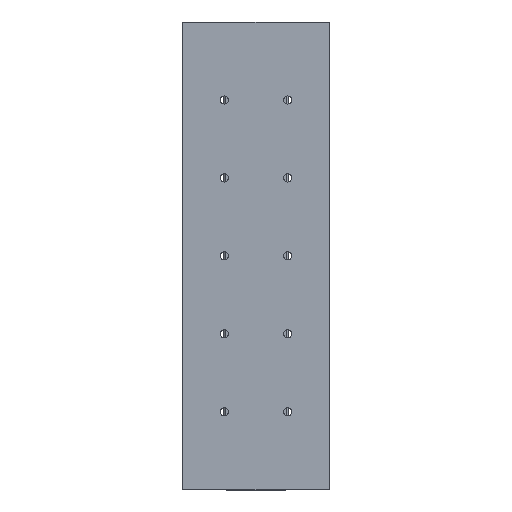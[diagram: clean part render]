
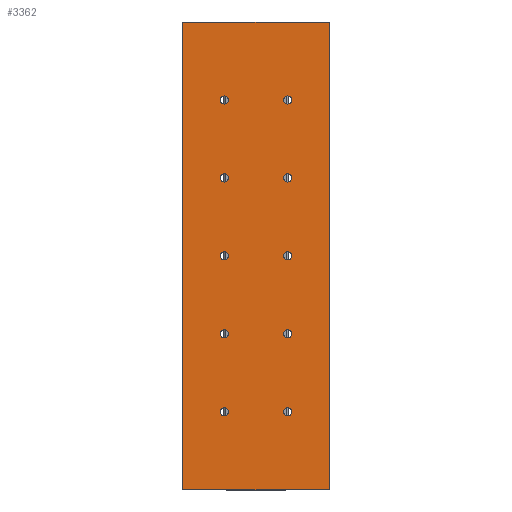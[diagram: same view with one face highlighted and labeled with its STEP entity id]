
A CAD part, top view. The second image highlights one B-rep face of the part: STEP entity #3362.
In plain terms, the highlighted planar face has unit normal (0, 0, 1).
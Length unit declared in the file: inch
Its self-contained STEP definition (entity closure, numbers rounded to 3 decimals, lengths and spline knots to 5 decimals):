
#2076=CARTESIAN_POINT('',(-0.709,-4.0,0.549));
#2077=VERTEX_POINT('',#2076);
#2093=CARTESIAN_POINT('',(-0.916,-4.0,0.549));
#2094=VERTEX_POINT('',#2093);
#2101=CARTESIAN_POINT('',(-0.8125,-4.0,0.549));
#2102=DIRECTION('',(0.0,0.0,-1.0));
#2103=DIRECTION('',(1.0,0.0,0.0));
#2104=AXIS2_PLACEMENT_3D('',#2101,#2102,#2103);
#2105=CIRCLE('',#2104,0.1035);
#2106=EDGE_CURVE('',#2077,#2094,#2105,.T.);
#2139=CARTESIAN_POINT('',(0.916,4.0,0.549));
#2140=VERTEX_POINT('',#2139);
#2156=CARTESIAN_POINT('',(0.709,4.0,0.549));
#2157=VERTEX_POINT('',#2156);
#2164=CARTESIAN_POINT('',(0.8125,4.0,0.549));
#2165=DIRECTION('',(0.0,0.0,-1.0));
#2166=DIRECTION('',(1.0,0.0,0.0));
#2167=AXIS2_PLACEMENT_3D('',#2164,#2165,#2166);
#2168=CIRCLE('',#2167,0.1035);
#2169=EDGE_CURVE('',#2140,#2157,#2168,.T.);
#2202=CARTESIAN_POINT('',(0.916,-4.0,0.549));
#2203=VERTEX_POINT('',#2202);
#2219=CARTESIAN_POINT('',(0.709,-4.0,0.549));
#2220=VERTEX_POINT('',#2219);
#2227=CARTESIAN_POINT('',(0.8125,-4.0,0.549));
#2228=DIRECTION('',(0.0,0.0,-1.0));
#2229=DIRECTION('',(1.0,0.0,0.0));
#2230=AXIS2_PLACEMENT_3D('',#2227,#2228,#2229);
#2231=CIRCLE('',#2230,0.1035);
#2232=EDGE_CURVE('',#2203,#2220,#2231,.T.);
#2265=CARTESIAN_POINT('',(-0.709,-2.0,0.549));
#2266=VERTEX_POINT('',#2265);
#2282=CARTESIAN_POINT('',(-0.916,-2.0,0.549));
#2283=VERTEX_POINT('',#2282);
#2290=CARTESIAN_POINT('',(-0.8125,-2.0,0.549));
#2291=DIRECTION('',(0.0,0.0,-1.0));
#2292=DIRECTION('',(1.0,0.0,0.0));
#2293=AXIS2_PLACEMENT_3D('',#2290,#2291,#2292);
#2294=CIRCLE('',#2293,0.1035);
#2295=EDGE_CURVE('',#2266,#2283,#2294,.T.);
#2328=CARTESIAN_POINT('',(0.916,-2.0,0.549));
#2329=VERTEX_POINT('',#2328);
#2345=CARTESIAN_POINT('',(0.709,-2.0,0.549));
#2346=VERTEX_POINT('',#2345);
#2353=CARTESIAN_POINT('',(0.8125,-2.0,0.549));
#2354=DIRECTION('',(0.0,0.0,-1.0));
#2355=DIRECTION('',(1.0,0.0,0.0));
#2356=AXIS2_PLACEMENT_3D('',#2353,#2354,#2355);
#2357=CIRCLE('',#2356,0.1035);
#2358=EDGE_CURVE('',#2329,#2346,#2357,.T.);
#2391=CARTESIAN_POINT('',(-0.709,0.0,0.549));
#2392=VERTEX_POINT('',#2391);
#2408=CARTESIAN_POINT('',(-0.916,0.,0.549));
#2409=VERTEX_POINT('',#2408);
#2416=CARTESIAN_POINT('',(-0.8125,0.0,0.549));
#2417=DIRECTION('',(0.0,0.0,-1.0));
#2418=DIRECTION('',(1.0,0.0,0.0));
#2419=AXIS2_PLACEMENT_3D('',#2416,#2417,#2418);
#2420=CIRCLE('',#2419,0.1035);
#2421=EDGE_CURVE('',#2392,#2409,#2420,.T.);
#2454=CARTESIAN_POINT('',(0.916,0.0,0.549));
#2455=VERTEX_POINT('',#2454);
#2471=CARTESIAN_POINT('',(0.709,0.,0.549));
#2472=VERTEX_POINT('',#2471);
#2479=CARTESIAN_POINT('',(0.8125,0.0,0.549));
#2480=DIRECTION('',(0.0,0.0,-1.0));
#2481=DIRECTION('',(1.0,0.0,0.0));
#2482=AXIS2_PLACEMENT_3D('',#2479,#2480,#2481);
#2483=CIRCLE('',#2482,0.1035);
#2484=EDGE_CURVE('',#2455,#2472,#2483,.T.);
#2517=CARTESIAN_POINT('',(-0.709,2.0,0.549));
#2518=VERTEX_POINT('',#2517);
#2534=CARTESIAN_POINT('',(-0.916,2.0,0.549));
#2535=VERTEX_POINT('',#2534);
#2542=CARTESIAN_POINT('',(-0.8125,2.0,0.549));
#2543=DIRECTION('',(0.0,0.0,-1.0));
#2544=DIRECTION('',(1.0,0.0,0.0));
#2545=AXIS2_PLACEMENT_3D('',#2542,#2543,#2544);
#2546=CIRCLE('',#2545,0.1035);
#2547=EDGE_CURVE('',#2518,#2535,#2546,.T.);
#2580=CARTESIAN_POINT('',(0.916,2.0,0.549));
#2581=VERTEX_POINT('',#2580);
#2597=CARTESIAN_POINT('',(0.709,2.0,0.549));
#2598=VERTEX_POINT('',#2597);
#2605=CARTESIAN_POINT('',(0.8125,2.0,0.549));
#2606=DIRECTION('',(0.0,0.0,-1.0));
#2607=DIRECTION('',(1.0,0.0,0.0));
#2608=AXIS2_PLACEMENT_3D('',#2605,#2606,#2607);
#2609=CIRCLE('',#2608,0.1035);
#2610=EDGE_CURVE('',#2581,#2598,#2609,.T.);
#2643=CARTESIAN_POINT('',(-0.709,4.0,0.549));
#2644=VERTEX_POINT('',#2643);
#2660=CARTESIAN_POINT('',(-0.916,4.0,0.549));
#2661=VERTEX_POINT('',#2660);
#2668=CARTESIAN_POINT('',(-0.8125,4.0,0.549));
#2669=DIRECTION('',(0.0,0.0,-1.0));
#2670=DIRECTION('',(1.0,0.0,0.0));
#2671=AXIS2_PLACEMENT_3D('',#2668,#2669,#2670);
#2672=CIRCLE('',#2671,0.1035);
#2673=EDGE_CURVE('',#2644,#2661,#2672,.T.);
#2705=CARTESIAN_POINT('',(-0.8125,4.0,0.549));
#2706=DIRECTION('',(0.0,0.0,-1.0));
#2707=DIRECTION('',(1.0,0.0,0.0));
#2708=AXIS2_PLACEMENT_3D('',#2705,#2706,#2707);
#2709=CIRCLE('',#2708,0.1035);
#2710=EDGE_CURVE('',#2661,#2644,#2709,.T.);
#2750=CARTESIAN_POINT('',(0.8125,2.0,0.549));
#2751=DIRECTION('',(0.0,0.0,-1.0));
#2752=DIRECTION('',(1.0,0.0,0.0));
#2753=AXIS2_PLACEMENT_3D('',#2750,#2751,#2752);
#2754=CIRCLE('',#2753,0.1035);
#2755=EDGE_CURVE('',#2598,#2581,#2754,.T.);
#2795=CARTESIAN_POINT('',(-0.8125,2.0,0.549));
#2796=DIRECTION('',(0.0,0.0,-1.0));
#2797=DIRECTION('',(1.0,0.0,0.0));
#2798=AXIS2_PLACEMENT_3D('',#2795,#2796,#2797);
#2799=CIRCLE('',#2798,0.1035);
#2800=EDGE_CURVE('',#2535,#2518,#2799,.T.);
#2840=CARTESIAN_POINT('',(0.8125,0.0,0.549));
#2841=DIRECTION('',(0.0,0.0,-1.0));
#2842=DIRECTION('',(1.0,0.0,0.0));
#2843=AXIS2_PLACEMENT_3D('',#2840,#2841,#2842);
#2844=CIRCLE('',#2843,0.1035);
#2845=EDGE_CURVE('',#2472,#2455,#2844,.T.);
#2885=CARTESIAN_POINT('',(-0.8125,0.0,0.549));
#2886=DIRECTION('',(0.0,0.0,-1.0));
#2887=DIRECTION('',(1.0,0.0,0.0));
#2888=AXIS2_PLACEMENT_3D('',#2885,#2886,#2887);
#2889=CIRCLE('',#2888,0.1035);
#2890=EDGE_CURVE('',#2409,#2392,#2889,.T.);
#2930=CARTESIAN_POINT('',(0.8125,-2.0,0.549));
#2931=DIRECTION('',(0.0,0.0,-1.0));
#2932=DIRECTION('',(1.0,0.0,0.0));
#2933=AXIS2_PLACEMENT_3D('',#2930,#2931,#2932);
#2934=CIRCLE('',#2933,0.1035);
#2935=EDGE_CURVE('',#2346,#2329,#2934,.T.);
#2975=CARTESIAN_POINT('',(-0.8125,-2.0,0.549));
#2976=DIRECTION('',(0.0,0.0,-1.0));
#2977=DIRECTION('',(1.0,0.0,0.0));
#2978=AXIS2_PLACEMENT_3D('',#2975,#2976,#2977);
#2979=CIRCLE('',#2978,0.1035);
#2980=EDGE_CURVE('',#2283,#2266,#2979,.T.);
#3020=CARTESIAN_POINT('',(0.8125,-4.0,0.549));
#3021=DIRECTION('',(0.0,0.0,-1.0));
#3022=DIRECTION('',(1.0,0.0,0.0));
#3023=AXIS2_PLACEMENT_3D('',#3020,#3021,#3022);
#3024=CIRCLE('',#3023,0.1035);
#3025=EDGE_CURVE('',#2220,#2203,#3024,.T.);
#3065=CARTESIAN_POINT('',(0.8125,4.0,0.549));
#3066=DIRECTION('',(0.0,0.0,-1.0));
#3067=DIRECTION('',(1.0,0.0,0.0));
#3068=AXIS2_PLACEMENT_3D('',#3065,#3066,#3067);
#3069=CIRCLE('',#3068,0.1035);
#3070=EDGE_CURVE('',#2157,#2140,#3069,.T.);
#3110=CARTESIAN_POINT('',(-0.8125,-4.0,0.549));
#3111=DIRECTION('',(0.0,0.0,-1.0));
#3112=DIRECTION('',(1.0,0.0,0.0));
#3113=AXIS2_PLACEMENT_3D('',#3110,#3111,#3112);
#3114=CIRCLE('',#3113,0.1035);
#3115=EDGE_CURVE('',#2094,#2077,#3114,.T.);
#3266=CARTESIAN_POINT('',(1.875,6.,0.549));
#3267=VERTEX_POINT('',#3266);
#3274=CARTESIAN_POINT('',(1.875,-6.,0.549));
#3275=VERTEX_POINT('',#3274);
#3276=CARTESIAN_POINT('',(1.875,-6.,0.549));
#3277=DIRECTION('',(0.0,1.0,0.0));
#3278=VECTOR('',#3277,12.0);
#3279=LINE('',#3276,#3278);
#3280=EDGE_CURVE('',#3275,#3267,#3279,.T.);
#3292=CARTESIAN_POINT('',(1.875,-6.,0.549));
#3293=DIRECTION('',(0.0,0.0,1.0));
#3294=DIRECTION('',(1.0,0.0,0.0));
#3295=AXIS2_PLACEMENT_3D('',#3292,#3293,#3294);
#3296=PLANE('',#3295);
#3297=CARTESIAN_POINT('',(-1.875,6.,0.549));
#3298=VERTEX_POINT('',#3297);
#3299=CARTESIAN_POINT('',(1.875,6.,0.549));
#3300=DIRECTION('',(-1.0,0.0,0.0));
#3301=VECTOR('',#3300,3.75);
#3302=LINE('',#3299,#3301);
#3303=EDGE_CURVE('',#3267,#3298,#3302,.T.);
#3304=ORIENTED_EDGE('',*,*,#3303,.T.);
#3305=CARTESIAN_POINT('',(-1.875,-6.,0.549));
#3306=VERTEX_POINT('',#3305);
#3307=CARTESIAN_POINT('',(-1.875,-6.,0.549));
#3308=DIRECTION('',(0.0,1.0,0.0));
#3309=VECTOR('',#3308,12.0);
#3310=LINE('',#3307,#3309);
#3311=EDGE_CURVE('',#3306,#3298,#3310,.T.);
#3312=ORIENTED_EDGE('',*,*,#3311,.F.);
#3313=CARTESIAN_POINT('',(1.875,-6.,0.549));
#3314=DIRECTION('',(-1.0,0.0,0.0));
#3315=VECTOR('',#3314,3.75);
#3316=LINE('',#3313,#3315);
#3317=EDGE_CURVE('',#3275,#3306,#3316,.T.);
#3318=ORIENTED_EDGE('',*,*,#3317,.F.);
#3319=ORIENTED_EDGE('',*,*,#3280,.T.);
#3320=EDGE_LOOP('',(#3304,#3312,#3318,#3319));
#3321=FACE_OUTER_BOUND('',#3320,.T.);
#3322=ORIENTED_EDGE('',*,*,#2673,.T.);
#3323=ORIENTED_EDGE('',*,*,#2710,.T.);
#3324=EDGE_LOOP('',(#3322,#3323));
#3325=FACE_BOUND('',#3324,.T.);
#3326=ORIENTED_EDGE('',*,*,#2610,.T.);
#3327=ORIENTED_EDGE('',*,*,#2755,.T.);
#3328=EDGE_LOOP('',(#3326,#3327));
#3329=FACE_BOUND('',#3328,.T.);
#3330=ORIENTED_EDGE('',*,*,#2547,.T.);
#3331=ORIENTED_EDGE('',*,*,#2800,.T.);
#3332=EDGE_LOOP('',(#3330,#3331));
#3333=FACE_BOUND('',#3332,.T.);
#3334=ORIENTED_EDGE('',*,*,#2484,.T.);
#3335=ORIENTED_EDGE('',*,*,#2845,.T.);
#3336=EDGE_LOOP('',(#3334,#3335));
#3337=FACE_BOUND('',#3336,.T.);
#3338=ORIENTED_EDGE('',*,*,#2421,.T.);
#3339=ORIENTED_EDGE('',*,*,#2890,.T.);
#3340=EDGE_LOOP('',(#3338,#3339));
#3341=FACE_BOUND('',#3340,.T.);
#3342=ORIENTED_EDGE('',*,*,#2358,.T.);
#3343=ORIENTED_EDGE('',*,*,#2935,.T.);
#3344=EDGE_LOOP('',(#3342,#3343));
#3345=FACE_BOUND('',#3344,.T.);
#3346=ORIENTED_EDGE('',*,*,#2295,.T.);
#3347=ORIENTED_EDGE('',*,*,#2980,.T.);
#3348=EDGE_LOOP('',(#3346,#3347));
#3349=FACE_BOUND('',#3348,.T.);
#3350=ORIENTED_EDGE('',*,*,#2232,.T.);
#3351=ORIENTED_EDGE('',*,*,#3025,.T.);
#3352=EDGE_LOOP('',(#3350,#3351));
#3353=FACE_BOUND('',#3352,.T.);
#3354=ORIENTED_EDGE('',*,*,#2169,.T.);
#3355=ORIENTED_EDGE('',*,*,#3070,.T.);
#3356=EDGE_LOOP('',(#3354,#3355));
#3357=FACE_BOUND('',#3356,.T.);
#3358=ORIENTED_EDGE('',*,*,#2106,.T.);
#3359=ORIENTED_EDGE('',*,*,#3115,.T.);
#3360=EDGE_LOOP('',(#3358,#3359));
#3361=FACE_BOUND('',#3360,.T.);
#3362=ADVANCED_FACE('',(#3321,#3325,#3329,#3333,#3337,#3341,#3345,#3349,#3353,#3357,#3361),#3296,.T.);
